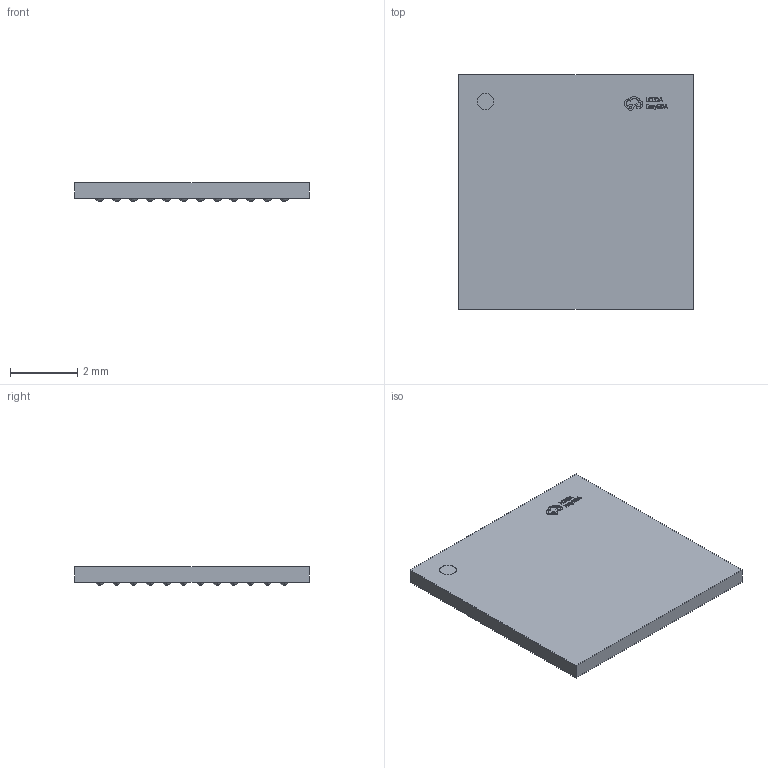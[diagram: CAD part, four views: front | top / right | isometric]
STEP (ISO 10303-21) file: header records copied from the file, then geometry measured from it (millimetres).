
FILE_DESCRIPTION (( 'STEP AP214' ), '1' );
FILE_NAME ('UFBGA-132_L7.0-W7.0-H0.6-P0.50-TL_STM32L552VET6.step', '2022-06-22T15:30:55', ( '' ), ( '' ), 'SwSTEP 2.0', 'SolidWorks 2020', '' );
FILE_SCHEMA (( 'AUTOMOTIVE_DESIGN' ));
Length unit declared in the file: millimetre
Products named in the file (1): UFBGA-132_L7.0-W7.0-H0.6-P0.50-TL_STM32L552VET6
Bounding box: 7 x 7 x 0.56 mm (x, y, z)
Volume: 22.5 mm3; surface area: 130.7 mm2
Topology: 133 solids, 133 shells, 688 faces, 1317 edges, 922 vertices
Faces by surface type: plane 310, sphere 264, bspline 112, cylinder 2
Entity records: 27164 total; most frequent: CARTESIAN_POINT 5032, DIRECTION 2775, ORIENTED_EDGE 2634, EDGE_CURVE 1317, AXIS2_PLACEMENT_3D 1109, VERTEX_POINT 922, UNCERTAINTY_MEASURE_WITH_UNIT 766, PRESENTATION_LAYER_ASSIGNMENT 765
